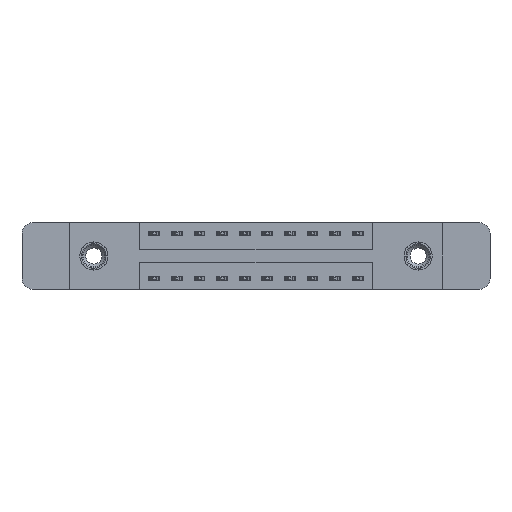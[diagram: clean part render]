
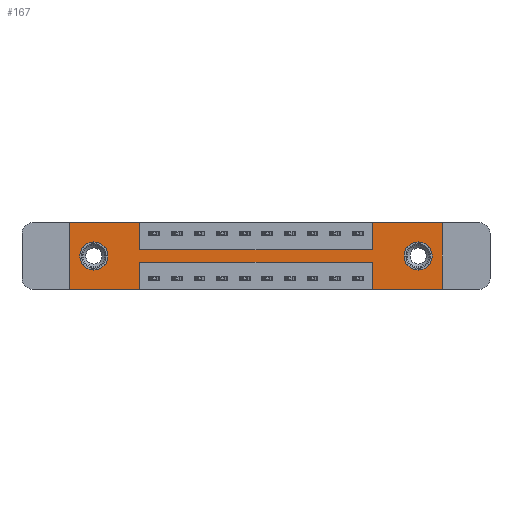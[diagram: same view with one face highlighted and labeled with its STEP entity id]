
A CAD part, front view. The second image highlights one B-rep face of the part: STEP entity #167.
In plain terms, the highlighted planar face has unit normal (0, -1, 0).
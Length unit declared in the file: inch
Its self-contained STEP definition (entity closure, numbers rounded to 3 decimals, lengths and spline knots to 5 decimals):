
#147 = VERTEX_POINT ( 'NONE', #13483 ) ;
#164 = VERTEX_POINT ( 'NONE', #796 ) ;
#167 = ADVANCED_FACE ( 'NONE', ( #7210, #671, #6844 ), #11929, .T. ) ;
#254 = CARTESIAN_POINT ( 'NONE',  ( 0., 0., -0.37 ) ) ;
#360 = CARTESIAN_POINT ( 'NONE',  ( 0.3875, 0., -0.22 ) ) ;
#475 = VERTEX_POINT ( 'NONE', #15047 ) ;
#541 = ORIENTED_EDGE ( 'NONE', *, *, #2437, .F. ) ;
#647 = EDGE_CURVE ( 'NONE', #2582, #9244, #11072, .T. ) ;
#671 = FACE_BOUND ( 'NONE', #12590, .T. ) ;
#780 = ORIENTED_EDGE ( 'NONE', *, *, #12462, .F. ) ;
#796 = CARTESIAN_POINT ( 'NONE',  ( 0.3875, 0., -0.37 ) ) ;
#932 = DIRECTION ( 'NONE',  ( 0., 0., -1. ) ) ;
#989 = VERTEX_POINT ( 'NONE', #5929 ) ;
#1053 = DIRECTION ( 'NONE',  ( 0., 0., -1. ) ) ;
#1163 = ORIENTED_EDGE ( 'NONE', *, *, #3624, .T. ) ;
#1307 = VERTEX_POINT ( 'NONE', #10398 ) ;
#1388 = DIRECTION ( 'NONE',  ( 0., 1., 0. ) ) ;
#1399 = CARTESIAN_POINT ( 'NONE',  ( 0.3875, 0., -0.37 ) ) ;
#1512 = ORIENTED_EDGE ( 'NONE', *, *, #647, .T. ) ;
#1696 = ORIENTED_EDGE ( 'NONE', *, *, #15586, .T. ) ;
#1805 = EDGE_CURVE ( 'NONE', #5054, #3185, #5449, .T. ) ;
#1903 = ORIENTED_EDGE ( 'NONE', *, *, #10443, .F. ) ;
#2001 = VECTOR ( 'NONE', #3192, 39.37008 ) ;
#2160 = CARTESIAN_POINT ( 'NONE',  ( 0., 0., 0. ) ) ;
#2437 = EDGE_CURVE ( 'NONE', #5221, #164, #7054, .T. ) ;
#2582 = VERTEX_POINT ( 'NONE', #15245 ) ;
#2583 = DIRECTION ( 'NONE',  ( 0., 0., -1. ) ) ;
#2781 = CARTESIAN_POINT ( 'NONE',  ( 0.1325, 0., -0.185 ) ) ;
#2933 = LINE ( 'NONE', #6389, #6050 ) ;
#2981 = VERTEX_POINT ( 'NONE', #12122 ) ;
#3120 = VECTOR ( 'NONE', #7708, 39.37008 ) ;
#3185 = VERTEX_POINT ( 'NONE', #14912 ) ;
#3192 = DIRECTION ( 'NONE',  ( -1., 0., 0. ) ) ;
#3231 = CARTESIAN_POINT ( 'NONE',  ( 0.3875, 0., -0.15 ) ) ;
#3321 = VECTOR ( 'NONE', #12072, 39.37008 ) ;
#3375 = CIRCLE ( 'NONE', #12157, 0.078 ) ;
#3624 = EDGE_CURVE ( 'NONE', #9244, #2582, #6229, .T. ) ;
#3717 = EDGE_CURVE ( 'NONE', #1307, #4728, #2933, .T. ) ;
#3753 = VECTOR ( 'NONE', #2583, 39.37008 ) ;
#3934 = DIRECTION ( 'NONE',  ( 0., 0., 1. ) ) ;
#4083 = VECTOR ( 'NONE', #6508, 39.37008 ) ;
#4090 = DIRECTION ( 'NONE',  ( 0., 0., 1. ) ) ;
#4121 = EDGE_CURVE ( 'NONE', #4728, #7333, #6422, .T. ) ;
#4328 = ORIENTED_EDGE ( 'NONE', *, *, #8441, .F. ) ;
#4578 = AXIS2_PLACEMENT_3D ( 'NONE', #4924, #4717, #13431 ) ;
#4717 = DIRECTION ( 'NONE',  ( 0., 1., 0. ) ) ;
#4728 = VERTEX_POINT ( 'NONE', #14115 ) ;
#4794 = VECTOR ( 'NONE', #932, 39.37008 ) ;
#4924 = CARTESIAN_POINT ( 'NONE',  ( 0.1325, 0., -0.185 ) ) ;
#4947 = ORIENTED_EDGE ( 'NONE', *, *, #1805, .F. ) ;
#5054 = VERTEX_POINT ( 'NONE', #6249 ) ;
#5060 = CARTESIAN_POINT ( 'NONE',  ( 0.3875, 0., -0.15 ) ) ;
#5122 = EDGE_CURVE ( 'NONE', #15505, #11516, #6969, .T. ) ;
#5221 = VERTEX_POINT ( 'NONE', #360 ) ;
#5418 = ORIENTED_EDGE ( 'NONE', *, *, #7003, .T. ) ;
#5444 = CARTESIAN_POINT ( 'NONE',  ( 0., 0., -0.37 ) ) ;
#5449 = LINE ( 'NONE', #2160, #3321 ) ;
#5627 = CARTESIAN_POINT ( 'NONE',  ( 1.9275, 0., -0.185 ) ) ;
#5717 = CARTESIAN_POINT ( 'NONE',  ( 0.1325, 0., -0.107 ) ) ;
#5739 = LINE ( 'NONE', #6603, #12131 ) ;
#5753 = CARTESIAN_POINT ( 'NONE',  ( 0., 0., -0.37 ) ) ;
#5828 = CARTESIAN_POINT ( 'NONE',  ( 1.6725, 0., -0.15 ) ) ;
#5912 = EDGE_LOOP ( 'NONE', ( #1696, #5418 ) ) ;
#5929 = CARTESIAN_POINT ( 'NONE',  ( 1.6725, 0., -0.37 ) ) ;
#6050 = VECTOR ( 'NONE', #3934, 39.37008 ) ;
#6229 = CIRCLE ( 'NONE', #4578, 0.078 ) ;
#6249 = CARTESIAN_POINT ( 'NONE',  ( 1.6725, 0., 0. ) ) ;
#6389 = CARTESIAN_POINT ( 'NONE',  ( 0., 0., 0. ) ) ;
#6422 = LINE ( 'NONE', #12698, #4083 ) ;
#6508 = DIRECTION ( 'NONE',  ( 1., 0., 0. ) ) ;
#6547 = DIRECTION ( 'NONE',  ( 0., 0., 1. ) ) ;
#6592 = CARTESIAN_POINT ( 'NONE',  ( 1.6725, 0., -0.37 ) ) ;
#6603 = CARTESIAN_POINT ( 'NONE',  ( 1.6725, 0., 0. ) ) ;
#6663 = EDGE_CURVE ( 'NONE', #3185, #10535, #9432, .T. ) ;
#6759 = DIRECTION ( 'NONE',  ( 0., 0., -1. ) ) ;
#6844 = FACE_OUTER_BOUND ( 'NONE', #8444, .T. ) ;
#6969 = LINE ( 'NONE', #5060, #13222 ) ;
#7003 = EDGE_CURVE ( 'NONE', #475, #147, #11768, .T. ) ;
#7024 = LINE ( 'NONE', #13263, #2001 ) ;
#7054 = LINE ( 'NONE', #1399, #3753 ) ;
#7210 = FACE_BOUND ( 'NONE', #5912, .T. ) ;
#7307 = ORIENTED_EDGE ( 'NONE', *, *, #14262, .F. ) ;
#7333 = VERTEX_POINT ( 'NONE', #14757 ) ;
#7484 = LINE ( 'NONE', #5444, #12540 ) ;
#7599 = DIRECTION ( 'NONE',  ( 0., 0., -1. ) ) ;
#7644 = ORIENTED_EDGE ( 'NONE', *, *, #6663, .F. ) ;
#7708 = DIRECTION ( 'NONE',  ( -1., 0., 0. ) ) ;
#7806 = DIRECTION ( 'NONE',  ( 0., 1., 0. ) ) ;
#8285 = ORIENTED_EDGE ( 'NONE', *, *, #13686, .F. ) ;
#8441 = EDGE_CURVE ( 'NONE', #11516, #5054, #5739, .T. ) ;
#8444 = EDGE_LOOP ( 'NONE', ( #541, #1903, #780, #13691, #7644, #4947, #4328, #11895, #8285, #14917, #10935, #7307 ) ) ;
#8841 = DIRECTION ( 'NONE',  ( 1., 0., 0. ) ) ;
#9051 = DIRECTION ( 'NONE',  ( 0., 0., 1. ) ) ;
#9244 = VERTEX_POINT ( 'NONE', #5717 ) ;
#9432 = LINE ( 'NONE', #15777, #4794 ) ;
#9713 = LINE ( 'NONE', #254, #3120 ) ;
#10398 = CARTESIAN_POINT ( 'NONE',  ( 0., 0., -0.37 ) ) ;
#10443 = EDGE_CURVE ( 'NONE', #2981, #5221, #7024, .T. ) ;
#10470 = AXIS2_PLACEMENT_3D ( 'NONE', #2781, #7806, #9051 ) ;
#10535 = VERTEX_POINT ( 'NONE', #13309 ) ;
#10935 = ORIENTED_EDGE ( 'NONE', *, *, #3717, .F. ) ;
#11072 = CIRCLE ( 'NONE', #10470, 0.078 ) ;
#11239 = EDGE_CURVE ( 'NONE', #10535, #989, #9713, .T. ) ;
#11286 = CARTESIAN_POINT ( 'NONE',  ( 1.9275, 0., -0.185 ) ) ;
#11290 = AXIS2_PLACEMENT_3D ( 'NONE', #5753, #14824, #1053 ) ;
#11516 = VERTEX_POINT ( 'NONE', #5828 ) ;
#11768 = CIRCLE ( 'NONE', #15135, 0.078 ) ;
#11825 = LINE ( 'NONE', #6592, #12011 ) ;
#11895 = ORIENTED_EDGE ( 'NONE', *, *, #5122, .F. ) ;
#11929 = PLANE ( 'NONE',  #11290 ) ;
#12011 = VECTOR ( 'NONE', #4090, 39.37008 ) ;
#12072 = DIRECTION ( 'NONE',  ( 1., 0., 0. ) ) ;
#12122 = CARTESIAN_POINT ( 'NONE',  ( 1.6725, 0., -0.22 ) ) ;
#12131 = VECTOR ( 'NONE', #6547, 39.37008 ) ;
#12157 = AXIS2_PLACEMENT_3D ( 'NONE', #5627, #14219, #6759 ) ;
#12168 = VECTOR ( 'NONE', #12744, 39.37008 ) ;
#12462 = EDGE_CURVE ( 'NONE', #989, #2981, #11825, .T. ) ;
#12540 = VECTOR ( 'NONE', #12779, 39.37008 ) ;
#12590 = EDGE_LOOP ( 'NONE', ( #1163, #1512 ) ) ;
#12698 = CARTESIAN_POINT ( 'NONE',  ( 0., 0., 0. ) ) ;
#12744 = DIRECTION ( 'NONE',  ( 0., 0., -1. ) ) ;
#12779 = DIRECTION ( 'NONE',  ( -1., 0., 0. ) ) ;
#13222 = VECTOR ( 'NONE', #8841, 39.37008 ) ;
#13263 = CARTESIAN_POINT ( 'NONE',  ( 0.3875, 0., -0.22 ) ) ;
#13309 = CARTESIAN_POINT ( 'NONE',  ( 2.06, 0., -0.37 ) ) ;
#13431 = DIRECTION ( 'NONE',  ( 0., 0., 1. ) ) ;
#13483 = CARTESIAN_POINT ( 'NONE',  ( 1.9275, 0., -0.107 ) ) ;
#13686 = EDGE_CURVE ( 'NONE', #7333, #15505, #14716, .T. ) ;
#13691 = ORIENTED_EDGE ( 'NONE', *, *, #11239, .F. ) ;
#14115 = CARTESIAN_POINT ( 'NONE',  ( 0., 0., 0. ) ) ;
#14219 = DIRECTION ( 'NONE',  ( 0., 1., 0. ) ) ;
#14262 = EDGE_CURVE ( 'NONE', #164, #1307, #7484, .T. ) ;
#14716 = LINE ( 'NONE', #15256, #12168 ) ;
#14757 = CARTESIAN_POINT ( 'NONE',  ( 0.3875, 0., 0. ) ) ;
#14824 = DIRECTION ( 'NONE',  ( 0., -1., 0. ) ) ;
#14912 = CARTESIAN_POINT ( 'NONE',  ( 2.06, 0., 0. ) ) ;
#14917 = ORIENTED_EDGE ( 'NONE', *, *, #4121, .F. ) ;
#15047 = CARTESIAN_POINT ( 'NONE',  ( 1.9275, 0., -0.263 ) ) ;
#15135 = AXIS2_PLACEMENT_3D ( 'NONE', #11286, #1388, #7599 ) ;
#15245 = CARTESIAN_POINT ( 'NONE',  ( 0.1325, 0., -0.263 ) ) ;
#15256 = CARTESIAN_POINT ( 'NONE',  ( 0.3875, 0., 0. ) ) ;
#15505 = VERTEX_POINT ( 'NONE', #3231 ) ;
#15586 = EDGE_CURVE ( 'NONE', #147, #475, #3375, .T. ) ;
#15777 = CARTESIAN_POINT ( 'NONE',  ( 2.06, 0., 0. ) ) ;
